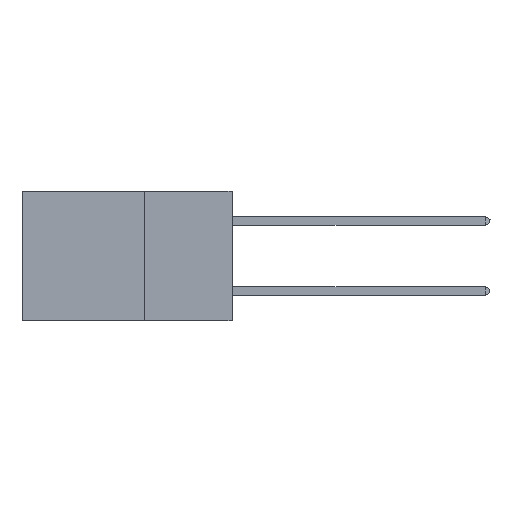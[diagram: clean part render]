
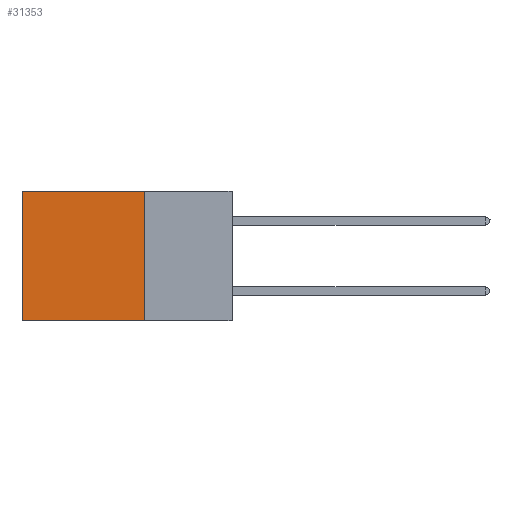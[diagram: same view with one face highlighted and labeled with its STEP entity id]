
A CAD part, left-side view. The second image highlights one B-rep face of the part: STEP entity #31353.
In plain terms, the highlighted planar face has unit normal (-1, 0, 0).
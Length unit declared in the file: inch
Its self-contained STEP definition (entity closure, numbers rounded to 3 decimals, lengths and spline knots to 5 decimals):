
#1533 = VECTOR ( 'NONE', #4956, 39.37008 ) ;
#3331 = LINE ( 'NONE', #48168, #17170 ) ;
#3445 = LINE ( 'NONE', #7696, #20446 ) ;
#4443 = LINE ( 'NONE', #16424, #1533 ) ;
#4956 = DIRECTION ( 'NONE',  ( 0., 1., 0. ) ) ;
#5829 = DIRECTION ( 'NONE',  ( 0., 0., -1. ) ) ;
#6807 = CARTESIAN_POINT ( 'NONE',  ( 0.2875, 0.25, 0. ) ) ;
#7571 = VERTEX_POINT ( 'NONE', #8261 ) ;
#7696 = CARTESIAN_POINT ( 'NONE',  ( 0.2875, 0.25, -0.37 ) ) ;
#8261 = CARTESIAN_POINT ( 'NONE',  ( 0.2875, 0.25, 0. ) ) ;
#9087 = CARTESIAN_POINT ( 'NONE',  ( 0.2875, 0.6, 0. ) ) ;
#11004 = AXIS2_PLACEMENT_3D ( 'NONE', #6807, #17313, #5829 ) ;
#13236 = EDGE_CURVE ( 'NONE', #7571, #15111, #3331, .T. ) ;
#14681 = DIRECTION ( 'NONE',  ( 0., 1., 0. ) ) ;
#14806 = DIRECTION ( 'NONE',  ( 0., 0., -1. ) ) ;
#14841 = DIRECTION ( 'NONE',  ( 0., 0., -1. ) ) ;
#15111 = VERTEX_POINT ( 'NONE', #46324 ) ;
#16424 = CARTESIAN_POINT ( 'NONE',  ( 0.2875, 0.25, 0. ) ) ;
#17170 = VECTOR ( 'NONE', #14806, 39.37008 ) ;
#17313 = DIRECTION ( 'NONE',  ( 1., 0., 0. ) ) ;
#17807 = EDGE_LOOP ( 'NONE', ( #38006, #20425, #30646, #38588 ) ) ;
#18705 = VERTEX_POINT ( 'NONE', #36404 ) ;
#20425 = ORIENTED_EDGE ( 'NONE', *, *, #26631, .F. ) ;
#20446 = VECTOR ( 'NONE', #14681, 39.37008 ) ;
#23633 = VECTOR ( 'NONE', #14841, 39.37008 ) ;
#25892 = LINE ( 'NONE', #36909, #23633 ) ;
#26631 = EDGE_CURVE ( 'NONE', #15111, #18705, #3445, .T. ) ;
#28431 = EDGE_CURVE ( 'NONE', #28762, #18705, #25892, .T. ) ;
#28762 = VERTEX_POINT ( 'NONE', #9087 ) ;
#30646 = ORIENTED_EDGE ( 'NONE', *, *, #13236, .F. ) ;
#31353 = ADVANCED_FACE ( 'NONE', ( #48617 ), #37083, .F. ) ;
#36404 = CARTESIAN_POINT ( 'NONE',  ( 0.2875, 0.6, -0.37 ) ) ;
#36909 = CARTESIAN_POINT ( 'NONE',  ( 0.2875, 0.6, 0. ) ) ;
#37083 = PLANE ( 'NONE',  #11004 ) ;
#38006 = ORIENTED_EDGE ( 'NONE', *, *, #28431, .T. ) ;
#38588 = ORIENTED_EDGE ( 'NONE', *, *, #49423, .T. ) ;
#46324 = CARTESIAN_POINT ( 'NONE',  ( 0.2875, 0.25, -0.37 ) ) ;
#48168 = CARTESIAN_POINT ( 'NONE',  ( 0.2875, 0.25, 0. ) ) ;
#48617 = FACE_OUTER_BOUND ( 'NONE', #17807, .T. ) ;
#49423 = EDGE_CURVE ( 'NONE', #7571, #28762, #4443, .T. ) ;
